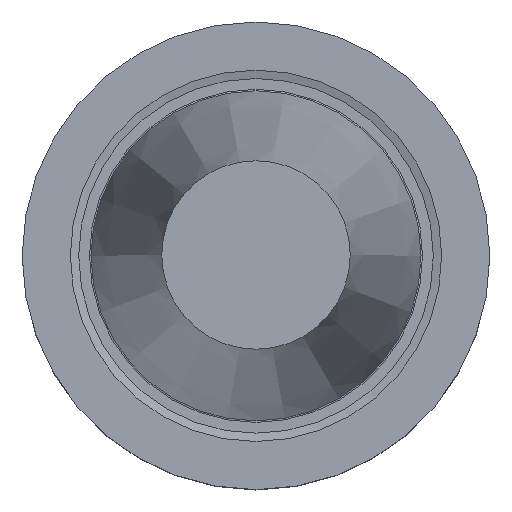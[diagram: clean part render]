
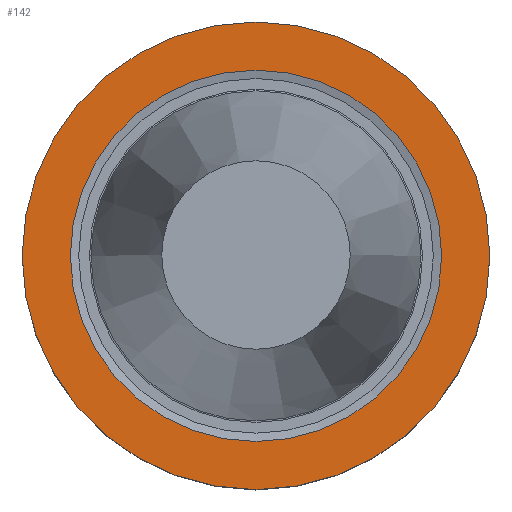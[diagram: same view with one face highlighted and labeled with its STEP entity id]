
A CAD part, top view. The second image highlights one B-rep face of the part: STEP entity #142.
In plain terms, the highlighted planar face has unit normal (0, 0, 1).
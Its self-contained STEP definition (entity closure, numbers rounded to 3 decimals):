
#95=FACE_BOUND('',#213,.T.);
#96=FACE_BOUND('',#214,.T.);
#142=ADVANCED_FACE('',(#95,#96),#173,.T.);
#173=PLANE('',#504);
#213=EDGE_LOOP('',(#275));
#214=EDGE_LOOP('',(#276));
#275=ORIENTED_EDGE('',*,*,#411,.T.);
#276=ORIENTED_EDGE('',*,*,#410,.F.);
#368=VERTEX_POINT('',#737);
#369=VERTEX_POINT('',#740);
#410=EDGE_CURVE('',#368,#368,#460,.T.);
#411=EDGE_CURVE('',#369,#369,#461,.T.);
#460=CIRCLE('',#501,25.0);
#461=CIRCLE('',#503,31.489);
#501=AXIS2_PLACEMENT_3D('',#736,#585,#586);
#503=AXIS2_PLACEMENT_3D('',#739,#589,#590);
#504=AXIS2_PLACEMENT_3D('',#741,#591,#592);
#585=DIRECTION('',(0.0,0.0,1.0));
#586=DIRECTION('',(1.0,0.0,0.0));
#589=DIRECTION('',(0.0,0.0,1.0));
#590=DIRECTION('',(1.0,0.0,0.0));
#591=DIRECTION('',(0.0,0.0,1.0));
#592=DIRECTION('',(-1.0,0.0,0.0));
#736=CARTESIAN_POINT('',(0.0,0.0,-1.));
#737=CARTESIAN_POINT('',(25.0,0.0,-1.));
#739=CARTESIAN_POINT('',(0.0,0.0,-1.0));
#740=CARTESIAN_POINT('',(31.489,0.0,-1.0));
#741=CARTESIAN_POINT('',(0.0,25.0,-1.));
